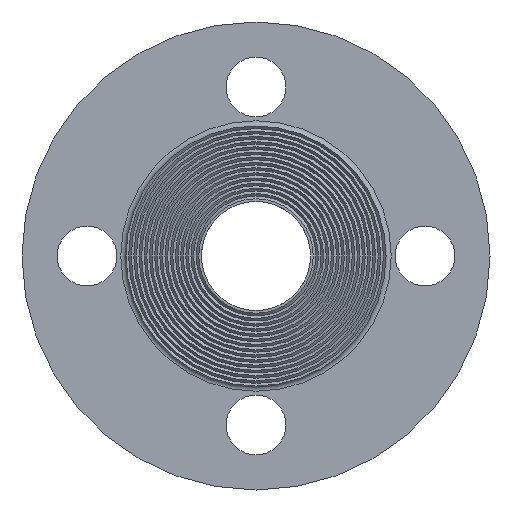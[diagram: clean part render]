
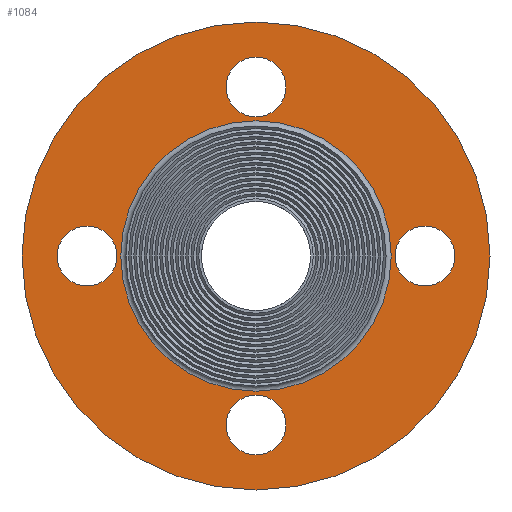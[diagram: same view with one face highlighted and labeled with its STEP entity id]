
A CAD part, left-side view. The second image highlights one B-rep face of the part: STEP entity #1084.
In plain terms, the highlighted planar face has unit normal (-1, 0, 0).
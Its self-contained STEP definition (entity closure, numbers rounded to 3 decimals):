
#15=FACE_BOUND('',#254,.T.);
#16=FACE_BOUND('',#255,.T.);
#17=FACE_BOUND('',#256,.T.);
#18=FACE_BOUND('',#257,.T.);
#19=FACE_BOUND('',#258,.T.);
#27=PLANE('',#1269);
#200=FACE_OUTER_BOUND('',#253,.T.);
#253=EDGE_LOOP('',(#965,#966));
#254=EDGE_LOOP('',(#967));
#255=EDGE_LOOP('',(#968));
#256=EDGE_LOOP('',(#969));
#257=EDGE_LOOP('',(#970));
#258=EDGE_LOOP('',(#971,#972));
#313=CIRCLE('',#1163,5.75);
#316=CIRCLE('',#1167,5.75);
#319=CIRCLE('',#1171,5.75);
#322=CIRCLE('',#1175,5.75);
#383=CIRCLE('',#1265,26.);
#384=CIRCLE('',#1266,26.);
#387=CIRCLE('',#1270,45.);
#388=CIRCLE('',#1271,45.);
#436=VERTEX_POINT('',#1789);
#439=VERTEX_POINT('',#1797);
#442=VERTEX_POINT('',#1805);
#445=VERTEX_POINT('',#1813);
#506=VERTEX_POINT('',#1992);
#507=VERTEX_POINT('',#1994);
#509=VERTEX_POINT('',#2001);
#510=VERTEX_POINT('',#2002);
#568=EDGE_CURVE('',#436,#436,#313,.T.);
#572=EDGE_CURVE('',#439,#439,#316,.T.);
#576=EDGE_CURVE('',#442,#442,#319,.T.);
#580=EDGE_CURVE('',#445,#445,#322,.T.);
#669=EDGE_CURVE('',#507,#506,#383,.T.);
#670=EDGE_CURVE('',#506,#507,#384,.T.);
#673=EDGE_CURVE('',#509,#510,#387,.T.);
#674=EDGE_CURVE('',#510,#509,#388,.T.);
#965=ORIENTED_EDGE('',*,*,#673,.F.);
#966=ORIENTED_EDGE('',*,*,#674,.F.);
#967=ORIENTED_EDGE('',*,*,#568,.T.);
#968=ORIENTED_EDGE('',*,*,#572,.T.);
#969=ORIENTED_EDGE('',*,*,#576,.T.);
#970=ORIENTED_EDGE('',*,*,#580,.T.);
#971=ORIENTED_EDGE('',*,*,#669,.T.);
#972=ORIENTED_EDGE('',*,*,#670,.T.);
#1084=ADVANCED_FACE('',(#200,#15,#16,#17,#18,#19),#27,.T.);
#1163=AXIS2_PLACEMENT_3D('',#1791,#1401,#1402);
#1167=AXIS2_PLACEMENT_3D('',#1799,#1410,#1411);
#1171=AXIS2_PLACEMENT_3D('',#1807,#1419,#1420);
#1175=AXIS2_PLACEMENT_3D('',#1815,#1428,#1429);
#1265=AXIS2_PLACEMENT_3D('',#1995,#1636,#1637);
#1266=AXIS2_PLACEMENT_3D('',#1996,#1638,#1639);
#1269=AXIS2_PLACEMENT_3D('',#2000,#1644,#1645);
#1270=AXIS2_PLACEMENT_3D('',#2003,#1646,#1647);
#1271=AXIS2_PLACEMENT_3D('',#2004,#1648,#1649);
#1401=DIRECTION('center_axis',(1.,0.,0.));
#1402=DIRECTION('ref_axis',(0.,0.,-1.));
#1410=DIRECTION('center_axis',(1.,0.,0.));
#1411=DIRECTION('ref_axis',(0.,0.,-1.));
#1419=DIRECTION('center_axis',(1.,0.,0.));
#1420=DIRECTION('ref_axis',(0.,0.,-1.));
#1428=DIRECTION('center_axis',(1.,0.,0.));
#1429=DIRECTION('ref_axis',(0.,0.,-1.));
#1636=DIRECTION('center_axis',(1.,0.,0.));
#1637=DIRECTION('ref_axis',(0.,1.,0.));
#1638=DIRECTION('center_axis',(1.,0.,0.));
#1639=DIRECTION('ref_axis',(0.,1.,0.));
#1644=DIRECTION('center_axis',(-1.,0.,0.));
#1645=DIRECTION('ref_axis',(0.,0.,1.));
#1646=DIRECTION('center_axis',(1.,0.,0.));
#1647=DIRECTION('ref_axis',(0.,1.,0.));
#1648=DIRECTION('center_axis',(1.,0.,0.));
#1649=DIRECTION('ref_axis',(0.,1.,0.));
#1789=CARTESIAN_POINT('',(0.,-32.5,5.75));
#1791=CARTESIAN_POINT('Origin',(0.,-32.5,0.));
#1797=CARTESIAN_POINT('',(0.,0.,-26.75));
#1799=CARTESIAN_POINT('Origin',(0.,0.,-32.5));
#1805=CARTESIAN_POINT('',(0.,0.,38.25));
#1807=CARTESIAN_POINT('Origin',(0.,0.,32.5));
#1813=CARTESIAN_POINT('',(0.,32.5,5.75));
#1815=CARTESIAN_POINT('Origin',(0.,32.5,0.));
#1992=CARTESIAN_POINT('',(0.,0.,26.));
#1994=CARTESIAN_POINT('',(0.,26.,0.));
#1995=CARTESIAN_POINT('Origin',(0.,0.,0.));
#1996=CARTESIAN_POINT('Origin',(0.,0.,0.));
#2000=CARTESIAN_POINT('Origin',(0.,35.5,0.));
#2001=CARTESIAN_POINT('',(0.,45.,0.));
#2002=CARTESIAN_POINT('',(0.,-45.,0.));
#2003=CARTESIAN_POINT('Origin',(0.,0.,0.));
#2004=CARTESIAN_POINT('Origin',(0.,0.,0.));
